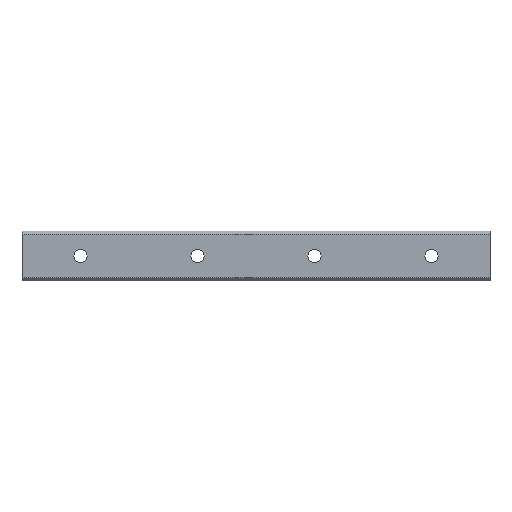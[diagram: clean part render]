
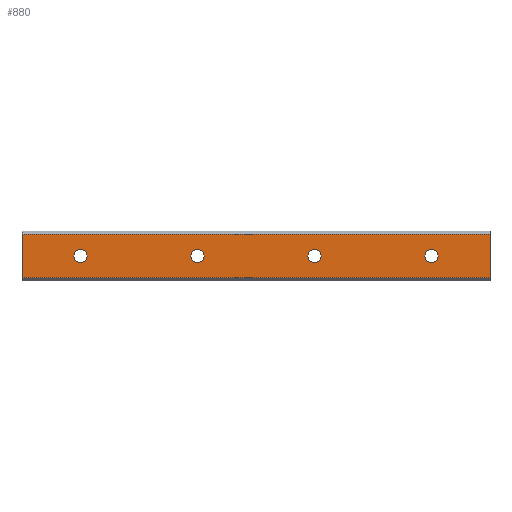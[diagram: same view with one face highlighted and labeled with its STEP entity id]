
A CAD part, front view. The second image highlights one B-rep face of the part: STEP entity #880.
In plain terms, the highlighted planar face has unit normal (0, -1, 0).
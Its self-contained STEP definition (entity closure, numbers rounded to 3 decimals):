
#37 = ORIENTED_EDGE ( 'NONE', *, *, #868, .F. ) ;
#43 = DIRECTION ( 'NONE',  ( 0., 0., 1. ) ) ;
#45 = AXIS2_PLACEMENT_3D ( 'NONE', #1203, #174, #43 ) ;
#65 = AXIS2_PLACEMENT_3D ( 'NONE', #488, #331, #235 ) ;
#89 = VECTOR ( 'NONE', #918, 1000. ) ;
#94 = DIRECTION ( 'NONE',  ( -1., 0., 0. ) ) ;
#110 = FACE_BOUND ( 'NONE', #1044, .T. ) ;
#117 = DIRECTION ( 'NONE',  ( 0., -1., 0. ) ) ;
#125 = EDGE_CURVE ( 'NONE', #207, #325, #198, .T. ) ;
#130 = PLANE ( 'NONE',  #65 ) ;
#132 = CARTESIAN_POINT ( 'NONE',  ( 240., 0., 4.5 ) ) ;
#136 = CIRCLE ( 'NONE', #287, 4.5 ) ;
#148 = DIRECTION ( 'NONE',  ( 0., 0., 1. ) ) ;
#160 = EDGE_CURVE ( 'NONE', #779, #1318, #283, .T. ) ;
#164 = AXIS2_PLACEMENT_3D ( 'NONE', #1190, #1297, #961 ) ;
#174 = DIRECTION ( 'NONE',  ( 0., -1., 0. ) ) ;
#194 = VERTEX_POINT ( 'NONE', #919 ) ;
#198 = LINE ( 'NONE', #782, #819 ) ;
#207 = VERTEX_POINT ( 'NONE', #930 ) ;
#225 = CARTESIAN_POINT ( 'NONE',  ( -40., 0., -14.95 ) ) ;
#235 = DIRECTION ( 'NONE',  ( 0., 0., 1. ) ) ;
#250 = FACE_OUTER_BOUND ( 'NONE', #1264, .T. ) ;
#283 = CIRCLE ( 'NONE', #1062, 4.5 ) ;
#287 = AXIS2_PLACEMENT_3D ( 'NONE', #342, #1436, #373 ) ;
#290 = AXIS2_PLACEMENT_3D ( 'NONE', #1105, #387, #148 ) ;
#303 = EDGE_CURVE ( 'NONE', #857, #417, #136, .T. ) ;
#307 = EDGE_CURVE ( 'NONE', #194, #881, #626, .T. ) ;
#325 = VERTEX_POINT ( 'NONE', #1073 ) ;
#331 = DIRECTION ( 'NONE',  ( 0., 1., 0. ) ) ;
#342 = CARTESIAN_POINT ( 'NONE',  ( 80., 0., 0. ) ) ;
#366 = CARTESIAN_POINT ( 'NONE',  ( 280., 0., -14.95 ) ) ;
#373 = DIRECTION ( 'NONE',  ( 0., 0., 1. ) ) ;
#387 = DIRECTION ( 'NONE',  ( 0., -1., 0. ) ) ;
#413 = ORIENTED_EDGE ( 'NONE', *, *, #303, .F. ) ;
#417 = VERTEX_POINT ( 'NONE', #487 ) ;
#424 = DIRECTION ( 'NONE',  ( 0., 0., 1. ) ) ;
#471 = ORIENTED_EDGE ( 'NONE', *, *, #941, .F. ) ;
#482 = DIRECTION ( 'NONE',  ( 0., -1., 0. ) ) ;
#487 = CARTESIAN_POINT ( 'NONE',  ( 80., 0., -4.5 ) ) ;
#488 = CARTESIAN_POINT ( 'NONE',  ( 280., 0., 14.95 ) ) ;
#491 = CARTESIAN_POINT ( 'NONE',  ( 0., 0., -4.5 ) ) ;
#512 = CIRCLE ( 'NONE', #1524, 4.5 ) ;
#534 = CARTESIAN_POINT ( 'NONE',  ( 280., 0., -14.95 ) ) ;
#616 = EDGE_CURVE ( 'NONE', #1033, #207, #1373, .T. ) ;
#626 = CIRCLE ( 'NONE', #164, 4.5 ) ;
#640 = ORIENTED_EDGE ( 'NONE', *, *, #714, .F. ) ;
#651 = EDGE_CURVE ( 'NONE', #1304, #1243, #512, .T. ) ;
#669 = CARTESIAN_POINT ( 'NONE',  ( -40., 0., 14.95 ) ) ;
#702 = CIRCLE ( 'NONE', #290, 4.5 ) ;
#708 = FACE_BOUND ( 'NONE', #1249, .T. ) ;
#714 = EDGE_CURVE ( 'NONE', #1243, #1304, #1471, .T. ) ;
#747 = ORIENTED_EDGE ( 'NONE', *, *, #1346, .F. ) ;
#753 = LINE ( 'NONE', #1191, #923 ) ;
#775 = CARTESIAN_POINT ( 'NONE',  ( 240., 0., -4.5 ) ) ;
#779 = VERTEX_POINT ( 'NONE', #775 ) ;
#782 = CARTESIAN_POINT ( 'NONE',  ( 280., 0., 14.95 ) ) ;
#796 = CARTESIAN_POINT ( 'NONE',  ( 160., 0., -4.5 ) ) ;
#819 = VECTOR ( 'NONE', #1246, 1000. ) ;
#828 = CARTESIAN_POINT ( 'NONE',  ( 80., 0., 0. ) ) ;
#837 = DIRECTION ( 'NONE',  ( 0., 0., -1. ) ) ;
#841 = EDGE_LOOP ( 'NONE', ( #1359, #1456 ) ) ;
#847 = VECTOR ( 'NONE', #94, 1000. ) ;
#857 = VERTEX_POINT ( 'NONE', #1123 ) ;
#868 = EDGE_CURVE ( 'NONE', #1331, #1033, #1224, .T. ) ;
#880 = ADVANCED_FACE ( 'NONE', ( #250, #708, #110, #931, #1175 ), #130, .F. ) ;
#881 = VERTEX_POINT ( 'NONE', #796 ) ;
#914 = EDGE_CURVE ( 'NONE', #325, #1331, #753, .T. ) ;
#918 = DIRECTION ( 'NONE',  ( 0., 0., 1. ) ) ;
#919 = CARTESIAN_POINT ( 'NONE',  ( 160., 0., 4.5 ) ) ;
#923 = VECTOR ( 'NONE', #837, 1000. ) ;
#930 = CARTESIAN_POINT ( 'NONE',  ( -40., 0., 14.95 ) ) ;
#931 = FACE_BOUND ( 'NONE', #841, .T. ) ;
#941 = EDGE_CURVE ( 'NONE', #1318, #779, #702, .T. ) ;
#946 = CARTESIAN_POINT ( 'NONE',  ( 0., 0., 4.5 ) ) ;
#948 = CIRCLE ( 'NONE', #1393, 4.5 ) ;
#961 = DIRECTION ( 'NONE',  ( 0., 0., 1. ) ) ;
#963 = DIRECTION ( 'NONE',  ( 0., 0., 1. ) ) ;
#998 = EDGE_LOOP ( 'NONE', ( #413, #747 ) ) ;
#1023 = CARTESIAN_POINT ( 'NONE',  ( 0., 0., 0. ) ) ;
#1033 = VERTEX_POINT ( 'NONE', #225 ) ;
#1037 = DIRECTION ( 'NONE',  ( 0., -1., 0. ) ) ;
#1044 = EDGE_LOOP ( 'NONE', ( #471, #1334 ) ) ;
#1062 = AXIS2_PLACEMENT_3D ( 'NONE', #1252, #117, #1283 ) ;
#1073 = CARTESIAN_POINT ( 'NONE',  ( 280., 0., 14.95 ) ) ;
#1082 = ORIENTED_EDGE ( 'NONE', *, *, #651, .F. ) ;
#1105 = CARTESIAN_POINT ( 'NONE',  ( 240., 0., 0. ) ) ;
#1123 = CARTESIAN_POINT ( 'NONE',  ( 80., 0., 4.5 ) ) ;
#1175 = FACE_BOUND ( 'NONE', #998, .T. ) ;
#1176 = DIRECTION ( 'NONE',  ( 0., 0., 1. ) ) ;
#1185 = CARTESIAN_POINT ( 'NONE',  ( 160., 0., 0. ) ) ;
#1190 = CARTESIAN_POINT ( 'NONE',  ( 160., 0., 0. ) ) ;
#1191 = CARTESIAN_POINT ( 'NONE',  ( 280., 0., 14.95 ) ) ;
#1203 = CARTESIAN_POINT ( 'NONE',  ( 0., 0., 0. ) ) ;
#1214 = CIRCLE ( 'NONE', #1416, 4.5 ) ;
#1224 = LINE ( 'NONE', #534, #847 ) ;
#1243 = VERTEX_POINT ( 'NONE', #491 ) ;
#1246 = DIRECTION ( 'NONE',  ( 1., 0., 0. ) ) ;
#1249 = EDGE_LOOP ( 'NONE', ( #1082, #640 ) ) ;
#1252 = CARTESIAN_POINT ( 'NONE',  ( 240., 0., 0. ) ) ;
#1264 = EDGE_LOOP ( 'NONE', ( #37, #1499, #1486, #1518 ) ) ;
#1283 = DIRECTION ( 'NONE',  ( 0., 0., 1. ) ) ;
#1290 = EDGE_CURVE ( 'NONE', #881, #194, #1214, .T. ) ;
#1294 = DIRECTION ( 'NONE',  ( 0., -1., 0. ) ) ;
#1297 = DIRECTION ( 'NONE',  ( 0., -1., 0. ) ) ;
#1304 = VERTEX_POINT ( 'NONE', #946 ) ;
#1318 = VERTEX_POINT ( 'NONE', #132 ) ;
#1331 = VERTEX_POINT ( 'NONE', #366 ) ;
#1334 = ORIENTED_EDGE ( 'NONE', *, *, #160, .F. ) ;
#1346 = EDGE_CURVE ( 'NONE', #417, #857, #948, .T. ) ;
#1359 = ORIENTED_EDGE ( 'NONE', *, *, #307, .F. ) ;
#1373 = LINE ( 'NONE', #669, #89 ) ;
#1393 = AXIS2_PLACEMENT_3D ( 'NONE', #828, #1294, #424 ) ;
#1416 = AXIS2_PLACEMENT_3D ( 'NONE', #1185, #482, #963 ) ;
#1436 = DIRECTION ( 'NONE',  ( 0., -1., 0. ) ) ;
#1456 = ORIENTED_EDGE ( 'NONE', *, *, #1290, .F. ) ;
#1471 = CIRCLE ( 'NONE', #45, 4.5 ) ;
#1486 = ORIENTED_EDGE ( 'NONE', *, *, #125, .F. ) ;
#1499 = ORIENTED_EDGE ( 'NONE', *, *, #914, .F. ) ;
#1518 = ORIENTED_EDGE ( 'NONE', *, *, #616, .F. ) ;
#1524 = AXIS2_PLACEMENT_3D ( 'NONE', #1023, #1037, #1176 ) ;
